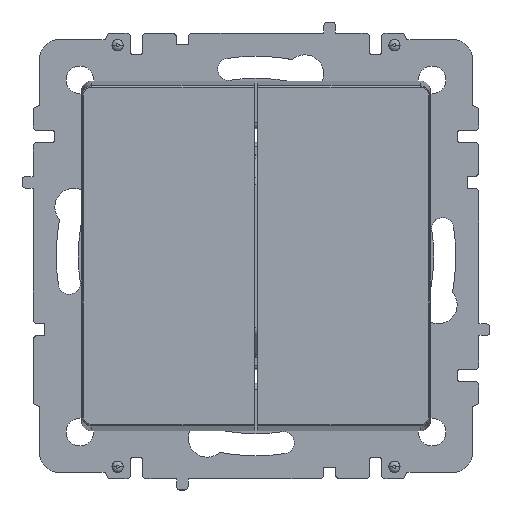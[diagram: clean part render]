
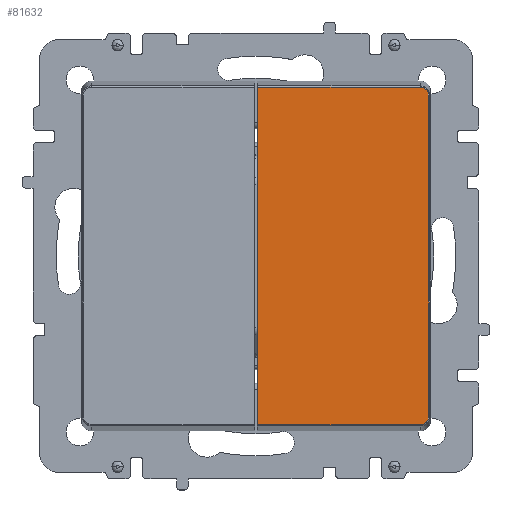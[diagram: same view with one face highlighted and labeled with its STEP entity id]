
A CAD part, top view. The second image highlights one B-rep face of the part: STEP entity #81632.
In plain terms, the highlighted planar face has unit normal (0, 0, 1).
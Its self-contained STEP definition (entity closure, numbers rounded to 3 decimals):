
#1203 = CARTESIAN_POINT ( 'NONE',  ( 828.122, 263.18, 4.34 ) ) ;
#3106 = CARTESIAN_POINT ( 'NONE',  ( 828.26, 263.18, 4.34 ) ) ;
#4961 = ORIENTED_EDGE ( 'NONE', *, *, #33758, .F. ) ;
#6821 = CARTESIAN_POINT ( 'NONE',  ( 828.294, 316.82, 4.34 ) ) ;
#6857 = ORIENTED_EDGE ( 'NONE', *, *, #114028, .T. ) ;
#6897 = CARTESIAN_POINT ( 'NONE',  ( 828.122, 316.82, 4.34 ) ) ;
#8907 = CARTESIAN_POINT ( 'NONE',  ( 829.421, 264.486, 4.34 ) ) ;
#10801 = CARTESIAN_POINT ( 'NONE',  ( 828.432, 263.202, 4.34 ) ) ;
#12054 = CARTESIAN_POINT ( 'NONE',  ( 828.738, 263.336, 4.34 ) ) ;
#12999 = VERTEX_POINT ( 'NONE', #100317 ) ;
#13841 = CARTESIAN_POINT ( 'NONE',  ( 802.251, 263.18, 4.34 ) ) ;
#14841 = ORIENTED_EDGE ( 'NONE', *, *, #82657, .F. ) ;
#16355 = AXIS2_PLACEMENT_3D ( 'NONE', #21339, #79434, #80064 ) ;
#18027 = VERTEX_POINT ( 'NONE', #66912 ) ;
#21034 = CARTESIAN_POINT ( 'NONE',  ( 828.631, 263.285, 4.34 ) ) ;
#21339 = CARTESIAN_POINT ( 'NONE',  ( 774.285, 262.751, 4.34 ) ) ;
#21660 = CARTESIAN_POINT ( 'NONE',  ( 828.681, 263.307, 4.34 ) ) ;
#22290 = CARTESIAN_POINT ( 'NONE',  ( 828.669, 263.302, 4.34 ) ) ;
#23593 = CARTESIAN_POINT ( 'NONE',  ( 774.285, 316.82, 4.34 ) ) ;
#24235 = DIRECTION ( 'NONE',  ( -1., 0., 0. ) ) ;
#26817 = CARTESIAN_POINT ( 'NONE',  ( 829.352, 264.067, 4.34 ) ) ;
#27444 = CARTESIAN_POINT ( 'NONE',  ( 829.279, 263.882, 4.34 ) ) ;
#27698 = CARTESIAN_POINT ( 'NONE',  ( 802.251, 290., 4.34 ) ) ;
#28706 = CARTESIAN_POINT ( 'NONE',  ( 828.802, 263.373, 4.34 ) ) ;
#30851 = ORIENTED_EDGE ( 'NONE', *, *, #73061, .T. ) ;
#33758 = EDGE_CURVE ( 'NONE', #59004, #12999, #95419, .T. ) ;
#35035 = CARTESIAN_POINT ( 'NONE',  ( 829.421, 262.751, 4.34 ) ) ;
#37003 = CARTESIAN_POINT ( 'NONE',  ( 829.34, 264.032, 4.34 ) ) ;
#37633 = CARTESIAN_POINT ( 'NONE',  ( 829.082, 263.605, 4.34 ) ) ;
#38059 = ORIENTED_EDGE ( 'NONE', *, *, #58370, .F. ) ;
#39849 = LINE ( 'NONE', #108199, #121269 ) ;
#40161 = CARTESIAN_POINT ( 'NONE',  ( 828.644, 263.291, 4.34 ) ) ;
#41106 = PLANE ( 'NONE',  #16355 ) ;
#43410 = VERTEX_POINT ( 'NONE', #118748 ) ;
#44614 = LINE ( 'NONE', #35035, #92001 ) ;
#46595 = CARTESIAN_POINT ( 'NONE',  ( 829.392, 264.21, 4.34 ) ) ;
#46629 = VECTOR ( 'NONE', #57061, 1000. ) ;
#47202 = CARTESIAN_POINT ( 'NONE',  ( 829.129, 263.658, 4.34 ) ) ;
#50996 = CARTESIAN_POINT ( 'NONE',  ( 828.716, 263.325, 4.34 ) ) ;
#54722 = CARTESIAN_POINT ( 'NONE',  ( 829.387, 315.855, 4.34 ) ) ;
#55335 = CARTESIAN_POINT ( 'NONE',  ( 828.919, 316.56, 4.34 ) ) ;
#55958 = CARTESIAN_POINT ( 'NONE',  ( 829.421, 315.687, 4.34 ) ) ;
#56178 = CARTESIAN_POINT ( 'NONE',  ( 829.421, 264.415, 4.34 ) ) ;
#56313 = VERTEX_POINT ( 'NONE', #87274 ) ;
#56813 = CARTESIAN_POINT ( 'NONE',  ( 829.382, 264.167, 4.34 ) ) ;
#57061 = DIRECTION ( 'NONE',  ( 0., 1., 0. ) ) ;
#58370 = EDGE_CURVE ( 'NONE', #18027, #59004, #39849, .T. ) ;
#59004 = VERTEX_POINT ( 'NONE', #13841 ) ;
#62789 = FACE_OUTER_BOUND ( 'NONE', #90407, .T. ) ;
#63651 = CARTESIAN_POINT ( 'NONE',  ( 828.122, 316.82, 4.34 ) ) ;
#64907 = CARTESIAN_POINT ( 'NONE',  ( 828.778, 316.655, 4.34 ) ) ;
#66912 = CARTESIAN_POINT ( 'NONE',  ( 828.122, 263.18, 4.34 ) ) ;
#68268 = EDGE_CURVE ( 'NONE', #56313, #18027, #75905, .T. ) ;
#73061 = EDGE_CURVE ( 'NONE', #109707, #12999, #111059, .T. ) ;
#74842 = VECTOR ( 'NONE', #24235, 1000. ) ;
#75905 = B_SPLINE_CURVE_WITH_KNOTS ( 'NONE', 3,
 ( #8907, #56178, #86815, #46595, #56813, #85575, #26817, #37003, #75944, #114935, #27444, #95788, #47202, #37633, #77225, #76578, #116201, #28706, #12054, #50996, #21660, #22290, #40161, #21034, #10801, #3106, #1203 ),
 .UNSPECIFIED., .F., .F.,
 ( 4, 2, 2, 1, 2, 2, 2, 2, 2, 2, 2, 2, 2, 4 ),
 ( 0., 0.125, 0.187, 0.219, 0.234, 0.25, 0.375, 0.5, 0.625, 0.687, 0.719, 0.734, 0.75, 1. ),
 .UNSPECIFIED. ) ;
#75944 = CARTESIAN_POINT ( 'NONE',  ( 829.331, 264.01, 4.34 ) ) ;
#76578 = CARTESIAN_POINT ( 'NONE',  ( 828.944, 263.472, 4.34 ) ) ;
#77225 = CARTESIAN_POINT ( 'NONE',  ( 828.998, 263.52, 4.34 ) ) ;
#79434 = DIRECTION ( 'NONE',  ( 0., 0., -1. ) ) ;
#80064 = DIRECTION ( 'NONE',  ( 0., -1., 0. ) ) ;
#81632 = ADVANCED_FACE ( 'NONE', ( #62789 ), #41106, .F. ) ;
#81656 = DIRECTION ( 'NONE',  ( 0., -1., 0. ) ) ;
#82657 = EDGE_CURVE ( 'NONE', #43410, #56313, #44614, .T. ) ;
#82827 = CARTESIAN_POINT ( 'NONE',  ( 829.421, 315.514, 4.34 ) ) ;
#85575 = CARTESIAN_POINT ( 'NONE',  ( 829.363, 264.1, 4.34 ) ) ;
#86815 = CARTESIAN_POINT ( 'NONE',  ( 829.415, 264.336, 4.34 ) ) ;
#87274 = CARTESIAN_POINT ( 'NONE',  ( 829.421, 264.486, 4.34 ) ) ;
#90407 = EDGE_LOOP ( 'NONE', ( #14841, #6857, #30851, #4961, #38059, #101652 ) ) ;
#92001 = VECTOR ( 'NONE', #81656, 1000. ) ;
#94318 = CARTESIAN_POINT ( 'NONE',  ( 829.161, 316.316, 4.34 ) ) ;
#94929 = CARTESIAN_POINT ( 'NONE',  ( 828.46, 316.787, 4.34 ) ) ;
#95419 = LINE ( 'NONE', #27698, #46629 ) ;
#95788 = CARTESIAN_POINT ( 'NONE',  ( 829.228, 263.796, 4.34 ) ) ;
#100317 = CARTESIAN_POINT ( 'NONE',  ( 802.251, 316.82, 4.34 ) ) ;
#101652 = ORIENTED_EDGE ( 'NONE', *, *, #68268, .F. ) ;
#105675 = DIRECTION ( 'NONE',  ( -1., 0., 0. ) ) ;
#108199 = CARTESIAN_POINT ( 'NONE',  ( 774.285, 263.18, 4.34 ) ) ;
#109707 = VERTEX_POINT ( 'NONE', #6897 ) ;
#111059 = LINE ( 'NONE', #23593, #74842 ) ;
#114028 = EDGE_CURVE ( 'NONE', #43410, #109707, #125176, .T. ) ;
#114935 = CARTESIAN_POINT ( 'NONE',  ( 829.327, 264., 4.34 ) ) ;
#116201 = CARTESIAN_POINT ( 'NONE',  ( 828.84, 263.397, 4.34 ) ) ;
#118748 = CARTESIAN_POINT ( 'NONE',  ( 829.421, 315.514, 4.34 ) ) ;
#121269 = VECTOR ( 'NONE', #105675, 1000. ) ;
#123068 = CARTESIAN_POINT ( 'NONE',  ( 829.256, 316.174, 4.34 ) ) ;
#125176 = B_SPLINE_CURVE_WITH_KNOTS ( 'NONE', 3,
 ( #82827, #55958, #54722, #123068, #94318, #55335, #64907, #94929, #6821, #63651 ),
 .UNSPECIFIED., .F., .F.,
 ( 4, 2, 2, 2, 4 ),
 ( 0., 0.25, 0.5, 0.75, 1. ),
 .UNSPECIFIED. ) ;
